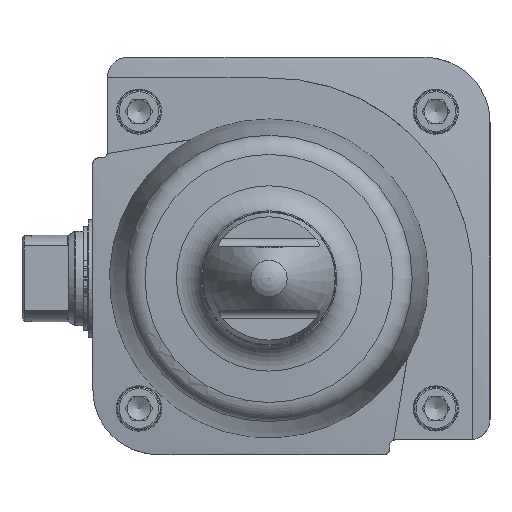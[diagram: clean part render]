
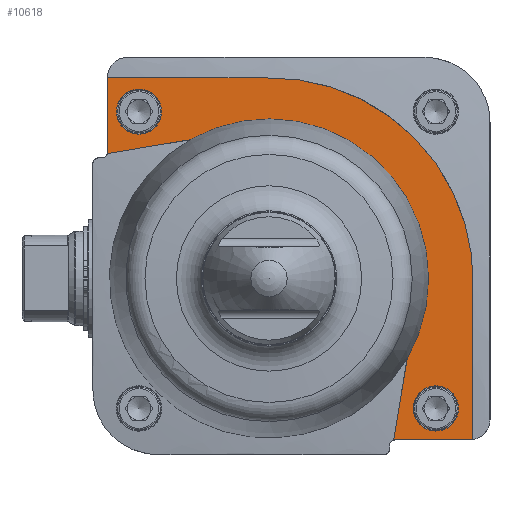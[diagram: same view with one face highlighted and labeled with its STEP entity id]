
A CAD part, left-side view. The second image highlights one B-rep face of the part: STEP entity #10618.
In plain terms, the highlighted planar face has unit normal (-1, 0, 0).
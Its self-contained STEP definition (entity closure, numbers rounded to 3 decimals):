
#647=LINE('',#15485,#1175);
#659=LINE('',#15512,#1187);
#670=LINE('',#15558,#1198);
#671=LINE('',#15562,#1199);
#672=LINE('',#15563,#1200);
#673=LINE('',#15567,#1201);
#1175=VECTOR('',#12574,1000.);
#1187=VECTOR('',#12610,1000.);
#1198=VECTOR('',#12655,1000.);
#1199=VECTOR('',#12658,1000.);
#1200=VECTOR('',#12659,1000.);
#1201=VECTOR('',#12662,1000.);
#2264=ORIENTED_EDGE('',*,*,#4058,.F.);
#2265=ORIENTED_EDGE('',*,*,#4059,.F.);
#2266=ORIENTED_EDGE('',*,*,#4060,.F.);
#2267=ORIENTED_EDGE('',*,*,#4061,.T.);
#2268=ORIENTED_EDGE('',*,*,#4062,.F.);
#2269=ORIENTED_EDGE('',*,*,#4037,.F.);
#2270=ORIENTED_EDGE('',*,*,#4040,.T.);
#2271=ORIENTED_EDGE('',*,*,#4043,.T.);
#2272=ORIENTED_EDGE('',*,*,#4063,.F.);
#2273=ORIENTED_EDGE('',*,*,#4064,.F.);
#2274=ORIENTED_EDGE('',*,*,#4065,.F.);
#2275=ORIENTED_EDGE('',*,*,#4026,.T.);
#2276=ORIENTED_EDGE('',*,*,#4028,.F.);
#4026=EDGE_CURVE('',#4955,#4956,#647,.T.);
#4028=EDGE_CURVE('',#4957,#4956,#5472,.F.);
#4037=EDGE_CURVE('',#4958,#4959,#5473,.F.);
#4040=EDGE_CURVE('',#4958,#4960,#659,.T.);
#4043=EDGE_CURVE('',#4960,#4961,#5474,.F.);
#4058=EDGE_CURVE('',#4968,#4968,#5479,.F.);
#4059=EDGE_CURVE('',#4969,#4969,#5480,.F.);
#4060=EDGE_CURVE('',#4970,#4957,#670,.T.);
#4061=EDGE_CURVE('',#4970,#4971,#5481,.T.);
#4062=EDGE_CURVE('',#4959,#4971,#671,.T.);
#4063=EDGE_CURVE('',#4972,#4961,#672,.T.);
#4064=EDGE_CURVE('',#4973,#4972,#5482,.T.);
#4065=EDGE_CURVE('',#4955,#4973,#673,.T.);
#4955=VERTEX_POINT('',#15482);
#4956=VERTEX_POINT('',#15484);
#4957=VERTEX_POINT('',#15488);
#4958=VERTEX_POINT('',#15507);
#4959=VERTEX_POINT('',#15508);
#4960=VERTEX_POINT('',#15513);
#4961=VERTEX_POINT('',#15517);
#4968=VERTEX_POINT('',#15555);
#4969=VERTEX_POINT('',#15557);
#4970=VERTEX_POINT('',#15559);
#4971=VERTEX_POINT('',#15561);
#4972=VERTEX_POINT('',#15564);
#4973=VERTEX_POINT('',#15566);
#5472=CIRCLE('',#11248,2.5);
#5473=CIRCLE('',#11257,2.5);
#5474=CIRCLE('',#11260,8.5);
#5479=CIRCLE('',#11274,9.549);
#5480=CIRCLE('',#11275,9.549);
#5481=CIRCLE('',#11276,67.53);
#5482=CIRCLE('',#11277,85.63);
#5818=EDGE_LOOP('',(#2264));
#5819=EDGE_LOOP('',(#2265));
#5820=EDGE_LOOP('',(#2266,#2267,#2268,#2269,#2270,#2271,#2272,#2273,#2274,
#2275,#2276));
#6452=FACE_BOUND('',#5818,.T.);
#6453=FACE_BOUND('',#5819,.T.);
#6454=FACE_BOUND('',#5820,.T.);
#7018=PLANE('',#11273);
#10618=ADVANCED_FACE('',(#6452,#6453,#6454),#7018,.F.);
#11248=AXIS2_PLACEMENT_3D('',#15489,#12578,#12579);
#11257=AXIS2_PLACEMENT_3D('',#15506,#12604,#12605);
#11260=AXIS2_PLACEMENT_3D('',#15518,#12615,#12616);
#11273=AXIS2_PLACEMENT_3D('',#15553,#12649,#12650);
#11274=AXIS2_PLACEMENT_3D('',#15554,#12651,#12652);
#11275=AXIS2_PLACEMENT_3D('',#15556,#12653,#12654);
#11276=AXIS2_PLACEMENT_3D('',#15560,#12656,#12657);
#11277=AXIS2_PLACEMENT_3D('',#15565,#12660,#12661);
#12574=DIRECTION('',(0.,0.,-1.));
#12578=DIRECTION('',(1.,0.,0.));
#12579=DIRECTION('',(0.,0.,-1.));
#12604=DIRECTION('',(1.,0.,0.));
#12605=DIRECTION('',(0.,0.,-1.));
#12610=DIRECTION('',(0.,-1.,0.));
#12615=DIRECTION('',(1.,0.,0.));
#12616=DIRECTION('',(0.,0.,-1.));
#12649=DIRECTION('',(1.,0.,0.));
#12650=DIRECTION('',(0.,0.,-1.));
#12651=DIRECTION('',(1.,0.,0.));
#12652=DIRECTION('',(0.,0.,-1.));
#12653=DIRECTION('',(1.,0.,0.));
#12654=DIRECTION('',(0.,0.,-1.));
#12655=DIRECTION('',(0.,0.986,-0.165));
#12656=DIRECTION('',(1.,0.,0.));
#12657=DIRECTION('',(0.,0.,-1.));
#12658=DIRECTION('',(0.,-0.165,0.986));
#12659=DIRECTION('',(0.,0.,-1.));
#12660=DIRECTION('',(1.,0.,0.));
#12661=DIRECTION('',(0.,0.,-1.));
#12662=DIRECTION('',(0.,-1.,0.));
#15482=CARTESIAN_POINT('',(-180.9,68.3,84.861));
#15484=CARTESIAN_POINT('',(-180.9,68.3,53.5));
#15485=CARTESIAN_POINT('',(-180.9,68.3,53.5));
#15488=CARTESIAN_POINT('',(-180.9,68.391,52.83));
#15489=CARTESIAN_POINT('',(-180.9,70.8,53.5));
#15506=CARTESIAN_POINT('',(-180.9,-53.5,-70.8));
#15507=CARTESIAN_POINT('',(-180.9,-53.5,-68.3));
#15508=CARTESIAN_POINT('',(-180.9,-52.696,-68.433));
#15512=CARTESIAN_POINT('',(-180.9,-85.,-68.3));
#15513=CARTESIAN_POINT('',(-180.9,-85.,-68.3));
#15517=CARTESIAN_POINT('',(-180.9,-86.28,-68.203));
#15518=CARTESIAN_POINT('',(-180.9,-85.,-59.8));
#15553=CARTESIAN_POINT('',(-180.9,-0.73,-0.74));
#15554=CARTESIAN_POINT('',(-180.9,55.,70.6));
#15555=CARTESIAN_POINT('',(-180.9,55.,61.051));
#15556=CARTESIAN_POINT('',(-180.9,-70.6,-55.));
#15557=CARTESIAN_POINT('',(-180.9,-70.6,-64.549));
#15558=CARTESIAN_POINT('',(-180.9,11.782,62.304));
#15559=CARTESIAN_POINT('',(-180.9,33.414,58.684));
#15560=CARTESIAN_POINT('',(-180.9,0.,0.));
#15561=CARTESIAN_POINT('',(-180.9,-58.503,-33.729));
#15562=CARTESIAN_POINT('',(-180.9,-50.76,-80.));
#15563=CARTESIAN_POINT('',(-180.9,-86.28,-4.44));
#15564=CARTESIAN_POINT('',(-180.9,-86.28,-4.44));
#15565=CARTESIAN_POINT('',(-180.9,-0.73,-0.74));
#15566=CARTESIAN_POINT('',(-180.9,1.5,84.861));
#15567=CARTESIAN_POINT('',(-180.9,80.,84.861));
